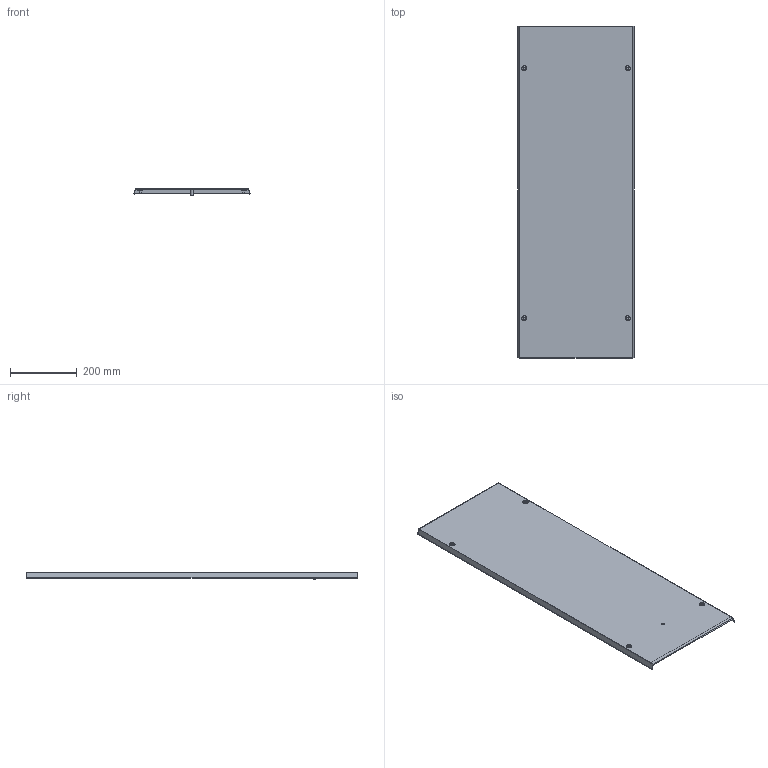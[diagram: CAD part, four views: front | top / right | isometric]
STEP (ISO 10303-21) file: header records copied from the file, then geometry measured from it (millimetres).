
FILE_DESCRIPTION (( 'STEP AP214' ), '1' );
FILE_NAME ('0396-7010-40-67-01.STEP', '2014-01-10T10:06:44', ( '' ), ( '' ), 'SwSTEP 2.0', 'SolidWorks 2012', '' );
FILE_SCHEMA (( 'AUTOMOTIVE_DESIGN' ));
Length unit declared in the file: millimetre
Products named in the file (1): 0396-7010-40-67-01
Bounding box: 349.9 x 996 x 22.5 mm (x, y, z)
Volume: 571291.9 mm3; surface area: 756243.6 mm2
Topology: 1 solids, 1 shells, 105 faces, 218 edges, 140 vertices
Faces by surface type: plane 46, cylinder 35, cone 24
Entity records: 3409 total; most frequent: DIRECTION 540, CARTESIAN_POINT 464, ORIENTED_EDGE 436, EDGE_CURVE 218, AXIS2_PLACEMENT_3D 216, VERTEX_POINT 140, EDGE_LOOP 130, CIRCLE 110
